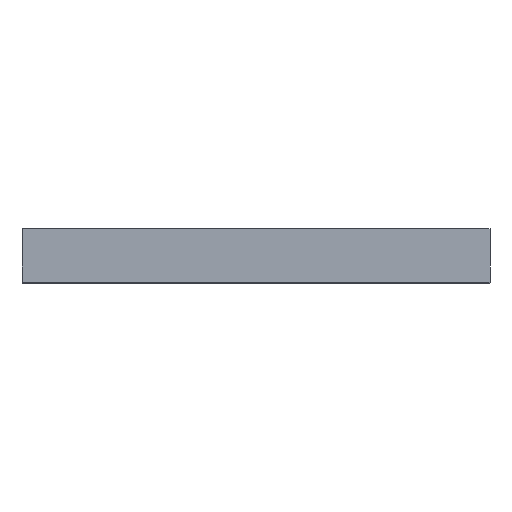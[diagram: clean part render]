
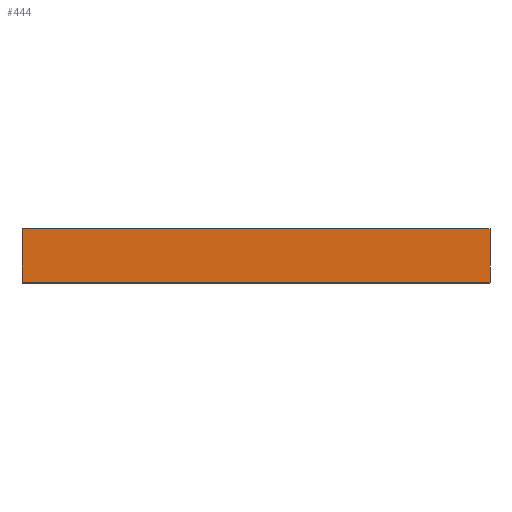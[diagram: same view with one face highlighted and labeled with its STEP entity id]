
A CAD part, top view. The second image highlights one B-rep face of the part: STEP entity #444.
In plain terms, the highlighted planar face has unit normal (0, 0, 1).
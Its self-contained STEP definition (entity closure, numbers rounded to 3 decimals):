
#4 = VERTEX_POINT ( 'NONE', #907 ) ;
#148 = CARTESIAN_POINT ( 'NONE',  ( -70., 16., 102.5 ) ) ;
#151 = CARTESIAN_POINT ( 'NONE',  ( -70., 16., 102.5 ) ) ;
#231 = DIRECTION ( 'NONE',  ( 1., 0., 0. ) ) ;
#248 = VECTOR ( 'NONE', #1035, 1000. ) ;
#277 = LINE ( 'NONE', #852, #248 ) ;
#302 = ORIENTED_EDGE ( 'NONE', *, *, #442, .T. ) ;
#372 = ORIENTED_EDGE ( 'NONE', *, *, #1034, .F. ) ;
#438 = VECTOR ( 'NONE', #744, 1000. ) ;
#442 = EDGE_CURVE ( 'NONE', #791, #467, #803, .T. ) ;
#444 = ADVANCED_FACE ( 'NONE', ( #753 ), #989, .F. ) ;
#467 = VERTEX_POINT ( 'NONE', #917 ) ;
#497 = AXIS2_PLACEMENT_3D ( 'NONE', #1091, #1075, #994 ) ;
#500 = LINE ( 'NONE', #151, #438 ) ;
#546 = LINE ( 'NONE', #148, #626 ) ;
#626 = VECTOR ( 'NONE', #1105, 1000. ) ;
#741 = CARTESIAN_POINT ( 'NONE',  ( 70., 16., 102.5 ) ) ;
#744 = DIRECTION ( 'NONE',  ( 1., 0., 0. ) ) ;
#753 = FACE_OUTER_BOUND ( 'NONE', #847, .T. ) ;
#791 = VERTEX_POINT ( 'NONE', #1158 ) ;
#803 = LINE ( 'NONE', #1170, #1050 ) ;
#847 = EDGE_LOOP ( 'NONE', ( #302, #372, #1108, #1153 ) ) ;
#852 = CARTESIAN_POINT ( 'NONE',  ( 70., 16., 102.5 ) ) ;
#907 = CARTESIAN_POINT ( 'NONE',  ( -70., 16., 102.5 ) ) ;
#917 = CARTESIAN_POINT ( 'NONE',  ( 70., 0., 102.5 ) ) ;
#931 = EDGE_CURVE ( 'NONE', #4, #791, #546, .T. ) ;
#962 = VERTEX_POINT ( 'NONE', #741 ) ;
#986 = EDGE_CURVE ( 'NONE', #4, #962, #500, .T. ) ;
#989 = PLANE ( 'NONE',  #497 ) ;
#994 = DIRECTION ( 'NONE',  ( -1., 0., 0. ) ) ;
#1034 = EDGE_CURVE ( 'NONE', #962, #467, #277, .T. ) ;
#1035 = DIRECTION ( 'NONE',  ( 0., -1., 0. ) ) ;
#1050 = VECTOR ( 'NONE', #231, 1000. ) ;
#1075 = DIRECTION ( 'NONE',  ( 0., 0., -1. ) ) ;
#1091 = CARTESIAN_POINT ( 'NONE',  ( -70., 16., 102.5 ) ) ;
#1105 = DIRECTION ( 'NONE',  ( 0., -1., 0. ) ) ;
#1108 = ORIENTED_EDGE ( 'NONE', *, *, #986, .F. ) ;
#1153 = ORIENTED_EDGE ( 'NONE', *, *, #931, .T. ) ;
#1158 = CARTESIAN_POINT ( 'NONE',  ( -70., 0., 102.5 ) ) ;
#1170 = CARTESIAN_POINT ( 'NONE',  ( -70., 0., 102.5 ) ) ;
